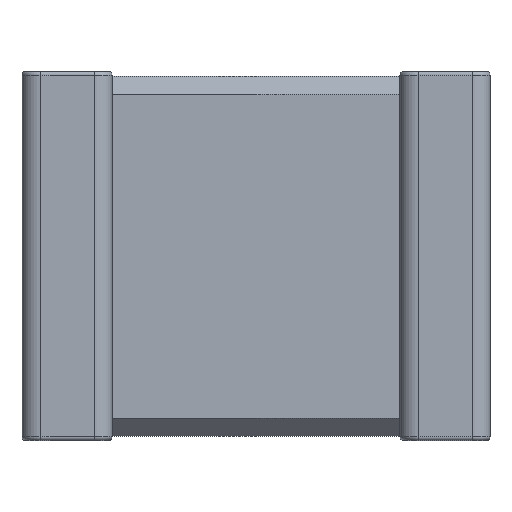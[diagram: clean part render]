
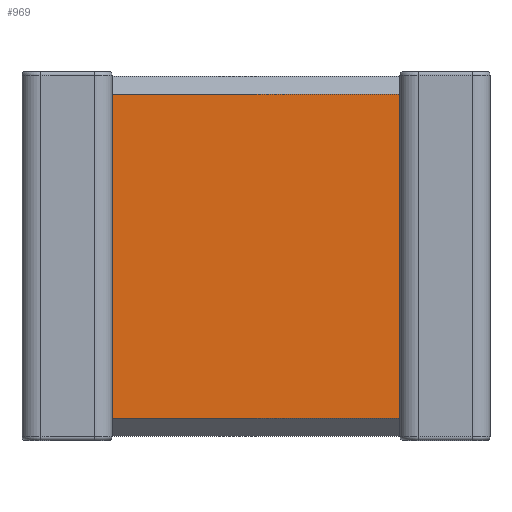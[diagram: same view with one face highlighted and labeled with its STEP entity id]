
A CAD part, front view. The second image highlights one B-rep face of the part: STEP entity #969.
In plain terms, the highlighted planar face has unit normal (0, -1, 0).
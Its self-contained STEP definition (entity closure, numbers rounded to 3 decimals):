
#57 = ORIENTED_EDGE ( 'NONE', *, *, #714, .T. ) ;
#79 = CARTESIAN_POINT ( 'NONE',  ( 1.25, 0.1, -0.9 ) ) ;
#137 = CARTESIAN_POINT ( 'NONE',  ( 1.25, 0.1, -0.9 ) ) ;
#159 = DIRECTION ( 'NONE',  ( 0., 0., 1. ) ) ;
#168 = DIRECTION ( 'NONE',  ( 1., 0., 0. ) ) ;
#176 = VERTEX_POINT ( 'NONE', #79 ) ;
#264 = AXIS2_PLACEMENT_3D ( 'NONE', #621, #2073, #159 ) ;
#304 = VECTOR ( 'NONE', #515, 1000. ) ;
#308 = CARTESIAN_POINT ( 'NONE',  ( -1.25, 0.1, 0.9 ) ) ;
#361 = EDGE_CURVE ( 'NONE', #1119, #176, #610, .T. ) ;
#413 = LINE ( 'NONE', #1476, #1328 ) ;
#463 = PLANE ( 'NONE',  #264 ) ;
#515 = DIRECTION ( 'NONE',  ( 0., 0., -1. ) ) ;
#518 = VECTOR ( 'NONE', #168, 1000. ) ;
#610 = LINE ( 'NONE', #137, #518 ) ;
#621 = CARTESIAN_POINT ( 'NONE',  ( 1.25, 0.1, -1. ) ) ;
#714 = EDGE_CURVE ( 'NONE', #917, #1119, #1274, .T. ) ;
#716 = LINE ( 'NONE', #1014, #304 ) ;
#770 = CARTESIAN_POINT ( 'NONE',  ( -1.25, 0.1, -0.9 ) ) ;
#825 = DIRECTION ( 'NONE',  ( -1., 0., 0. ) ) ;
#917 = VERTEX_POINT ( 'NONE', #308 ) ;
#969 = ADVANCED_FACE ( 'NONE', ( #1134 ), #463, .F. ) ;
#1014 = CARTESIAN_POINT ( 'NONE',  ( 1.25, 0.1, -1. ) ) ;
#1119 = VERTEX_POINT ( 'NONE', #770 ) ;
#1134 = FACE_OUTER_BOUND ( 'NONE', #1559, .T. ) ;
#1274 = LINE ( 'NONE', #1679, #1502 ) ;
#1318 = VERTEX_POINT ( 'NONE', #1429 ) ;
#1328 = VECTOR ( 'NONE', #825, 1000. ) ;
#1404 = EDGE_CURVE ( 'NONE', #1318, #176, #716, .T. ) ;
#1429 = CARTESIAN_POINT ( 'NONE',  ( 1.25, 0.1, 0.9 ) ) ;
#1476 = CARTESIAN_POINT ( 'NONE',  ( 1.25, 0.1, 0.9 ) ) ;
#1502 = VECTOR ( 'NONE', #1985, 1000. ) ;
#1539 = ORIENTED_EDGE ( 'NONE', *, *, #361, .T. ) ;
#1559 = EDGE_LOOP ( 'NONE', ( #57, #1539, #1659, #1584 ) ) ;
#1584 = ORIENTED_EDGE ( 'NONE', *, *, #1947, .T. ) ;
#1659 = ORIENTED_EDGE ( 'NONE', *, *, #1404, .F. ) ;
#1679 = CARTESIAN_POINT ( 'NONE',  ( -1.25, 0.1, -1. ) ) ;
#1947 = EDGE_CURVE ( 'NONE', #1318, #917, #413, .T. ) ;
#1985 = DIRECTION ( 'NONE',  ( 0., 0., -1. ) ) ;
#2073 = DIRECTION ( 'NONE',  ( 0., 1., 0. ) ) ;
